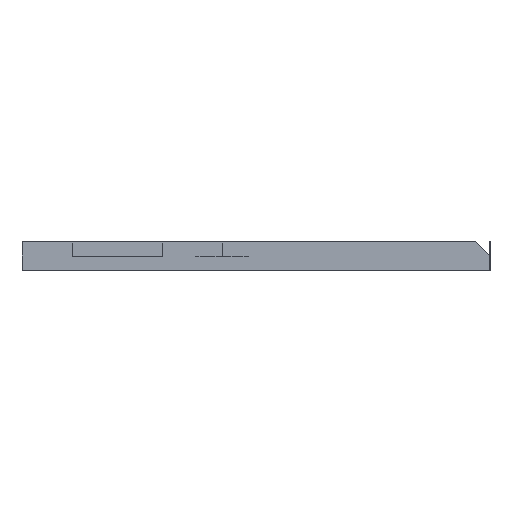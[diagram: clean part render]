
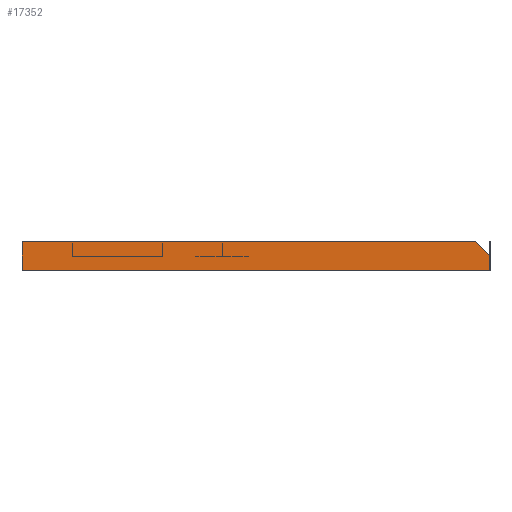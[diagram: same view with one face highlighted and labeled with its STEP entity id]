
A CAD part, left-side view. The second image highlights one B-rep face of the part: STEP entity #17352.
In plain terms, the highlighted planar face has unit normal (-1, 0, 0).
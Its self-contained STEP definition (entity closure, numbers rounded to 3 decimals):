
#1465=FACE_OUTER_BOUND('',#2417,.T.);
#2417=EDGE_LOOP('',(#11461,#11462,#11463,#11464,#11465,#11466));
#3418=LINE('',#21536,#5187);
#3419=LINE('',#21538,#5188);
#3420=LINE('',#21540,#5189);
#3421=LINE('',#21542,#5190);
#3422=LINE('',#21544,#5191);
#3423=LINE('',#21545,#5192);
#5187=VECTOR('',#18795,10.);
#5188=VECTOR('',#18796,10.);
#5189=VECTOR('',#18797,10.);
#5190=VECTOR('',#18798,10.);
#5191=VECTOR('',#18799,10.);
#5192=VECTOR('',#18800,10.);
#6956=VERTEX_POINT('',#21534);
#6957=VERTEX_POINT('',#21535);
#6958=VERTEX_POINT('',#21537);
#6959=VERTEX_POINT('',#21539);
#6960=VERTEX_POINT('',#21541);
#6961=VERTEX_POINT('',#21543);
#8758=EDGE_CURVE('',#6956,#6957,#3418,.T.);
#8759=EDGE_CURVE('',#6958,#6956,#3419,.T.);
#8760=EDGE_CURVE('',#6959,#6958,#3420,.T.);
#8761=EDGE_CURVE('',#6960,#6959,#3421,.T.);
#8762=EDGE_CURVE('',#6961,#6960,#3422,.T.);
#8763=EDGE_CURVE('',#6957,#6961,#3423,.T.);
#11461=ORIENTED_EDGE('',*,*,#8758,.F.);
#11462=ORIENTED_EDGE('',*,*,#8759,.F.);
#11463=ORIENTED_EDGE('',*,*,#8760,.F.);
#11464=ORIENTED_EDGE('',*,*,#8761,.F.);
#11465=ORIENTED_EDGE('',*,*,#8762,.F.);
#11466=ORIENTED_EDGE('',*,*,#8763,.F.);
#16867=PLANE('',#18306);
#17352=ADVANCED_FACE('',(#1465),#16867,.F.);
#18306=AXIS2_PLACEMENT_3D('',#21533,#18793,#18794);
#18793=DIRECTION('center_axis',(1.,0.,0.));
#18794=DIRECTION('ref_axis',(0.,-1.,0.));
#18795=DIRECTION('',(0.,-0.707,-0.707));
#18796=DIRECTION('',(0.,-1.,0.));
#18797=DIRECTION('',(0.,0.,1.));
#18798=DIRECTION('',(0.,1.,0.));
#18799=DIRECTION('',(0.,0.,-1.));
#18800=DIRECTION('',(0.,0.,1.));
#21533=CARTESIAN_POINT('Origin',(-107.,14.,1.5));
#21534=CARTESIAN_POINT('',(-107.,-11.75,1.5));
#21535=CARTESIAN_POINT('',(-107.,-12.5,0.75));
#21536=CARTESIAN_POINT('',(-107.,-5.316,7.937));
#21537=CARTESIAN_POINT('',(-107.,12.5,1.5));
#21538=CARTESIAN_POINT('',(-107.,7.,1.5));
#21539=CARTESIAN_POINT('',(-107.,12.5,0.));
#21540=CARTESIAN_POINT('',(-107.,12.5,0.75));
#21541=CARTESIAN_POINT('',(-107.,-12.5,0.));
#21542=CARTESIAN_POINT('',(-107.,7.,0.));
#21543=CARTESIAN_POINT('',(-107.,-12.5,1.5));
#21544=CARTESIAN_POINT('',(-107.,-12.5,0.75));
#21545=CARTESIAN_POINT('',(-107.,-12.5,1.119));
